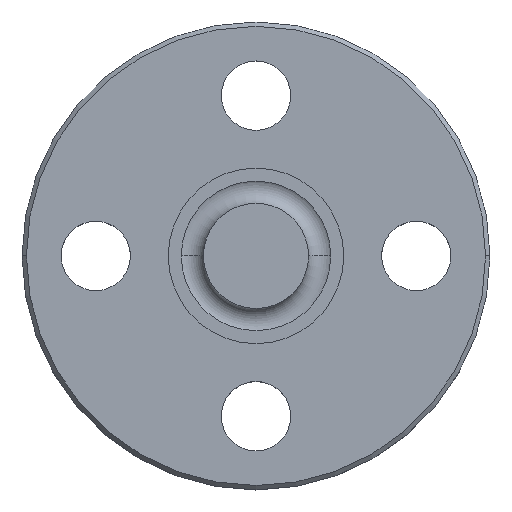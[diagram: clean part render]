
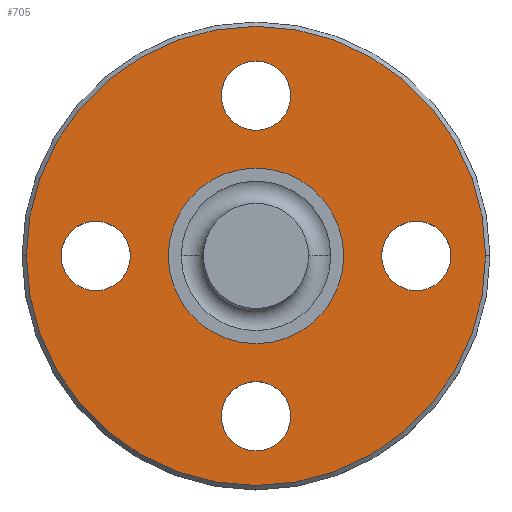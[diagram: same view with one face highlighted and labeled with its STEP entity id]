
A CAD part, top view. The second image highlights one B-rep face of the part: STEP entity #705.
In plain terms, the highlighted planar face has unit normal (0, 0, 1).
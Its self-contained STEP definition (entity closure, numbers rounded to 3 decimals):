
#2 = VERTEX_POINT ( 'NONE', #612 ) ;
#8 = VERTEX_POINT ( 'NONE', #518 ) ;
#9 = VERTEX_POINT ( 'NONE', #689 ) ;
#10 = CARTESIAN_POINT ( 'NONE',  ( 0., 18.5, 10. ) ) ;
#13 = DIRECTION ( 'NONE',  ( -1., 0., 0. ) ) ;
#20 = CARTESIAN_POINT ( 'NONE',  ( 0., -18.5, 10. ) ) ;
#27 = CIRCLE ( 'NONE', #255, 4. ) ;
#29 = VERTEX_POINT ( 'NONE', #116 ) ;
#40 = VERTEX_POINT ( 'NONE', #698 ) ;
#54 = CARTESIAN_POINT ( 'NONE',  ( 0., 26.5, 10. ) ) ;
#58 = CARTESIAN_POINT ( 'NONE',  ( -26.5, 0., 10. ) ) ;
#59 = AXIS2_PLACEMENT_3D ( 'NONE', #354, #523, #278 ) ;
#69 = EDGE_CURVE ( 'NONE', #276, #40, #305, .T. ) ;
#70 = FACE_BOUND ( 'NONE', #558, .T. ) ;
#71 = VERTEX_POINT ( 'NONE', #58 ) ;
#74 = CIRCLE ( 'NONE', #256, 4. ) ;
#82 = EDGE_CURVE ( 'NONE', #71, #2, #470, .T. ) ;
#89 = DIRECTION ( 'NONE',  ( 0., 0., 1. ) ) ;
#95 = CARTESIAN_POINT ( 'NONE',  ( 0., 0., 10. ) ) ;
#101 = DIRECTION ( 'NONE',  ( 1., 0., 0. ) ) ;
#106 = EDGE_CURVE ( 'NONE', #502, #9, #222, .T. ) ;
#110 = DIRECTION ( 'NONE',  ( 1., 0., 0. ) ) ;
#116 = CARTESIAN_POINT ( 'NONE',  ( 10.125, 0., 10. ) ) ;
#117 = EDGE_LOOP ( 'NONE', ( #449, #263 ) ) ;
#120 = DIRECTION ( 'NONE',  ( 0., 1., 0. ) ) ;
#123 = CARTESIAN_POINT ( 'NONE',  ( -18.5, -4., 10. ) ) ;
#137 = DIRECTION ( 'NONE',  ( 0., 0., 1. ) ) ;
#153 = CARTESIAN_POINT ( 'NONE',  ( 18.5, 4., 10. ) ) ;
#160 = CARTESIAN_POINT ( 'NONE',  ( 0., 0., 10. ) ) ;
#163 = EDGE_LOOP ( 'NONE', ( #717, #322 ) ) ;
#165 = ORIENTED_EDGE ( 'NONE', *, *, #624, .F. ) ;
#175 = EDGE_CURVE ( 'NONE', #8, #29, #244, .T. ) ;
#186 = FACE_BOUND ( 'NONE', #163, .T. ) ;
#193 = CIRCLE ( 'NONE', #392, 4. ) ;
#200 = EDGE_CURVE ( 'NONE', #286, #207, #27, .T. ) ;
#204 = CIRCLE ( 'NONE', #720, 4. ) ;
#207 = VERTEX_POINT ( 'NONE', #528 ) ;
#213 = EDGE_LOOP ( 'NONE', ( #165, #381 ) ) ;
#218 = FACE_BOUND ( 'NONE', #117, .T. ) ;
#222 = CIRCLE ( 'NONE', #553, 4. ) ;
#229 = EDGE_CURVE ( 'NONE', #2, #71, #595, .T. ) ;
#237 = ORIENTED_EDGE ( 'NONE', *, *, #106, .F. ) ;
#240 = DIRECTION ( 'NONE',  ( 0., 0., 1. ) ) ;
#242 = CARTESIAN_POINT ( 'NONE',  ( 18.5, 0., 10. ) ) ;
#244 = CIRCLE ( 'NONE', #541, 10.125 ) ;
#255 = AXIS2_PLACEMENT_3D ( 'NONE', #598, #313, #549 ) ;
#256 = AXIS2_PLACEMENT_3D ( 'NONE', #242, #594, #469 ) ;
#258 = CIRCLE ( 'NONE', #555, 4. ) ;
#260 = DIRECTION ( 'NONE',  ( 0., 0., 1. ) ) ;
#263 = ORIENTED_EDGE ( 'NONE', *, *, #175, .F. ) ;
#266 = AXIS2_PLACEMENT_3D ( 'NONE', #160, #260, #101 ) ;
#272 = EDGE_CURVE ( 'NONE', #9, #502, #596, .T. ) ;
#275 = DIRECTION ( 'NONE',  ( 0., 0., -1. ) ) ;
#276 = VERTEX_POINT ( 'NONE', #445 ) ;
#278 = DIRECTION ( 'NONE',  ( 1., 0., 0. ) ) ;
#286 = VERTEX_POINT ( 'NONE', #123 ) ;
#293 = CARTESIAN_POINT ( 'NONE',  ( 0., -18.5, 10. ) ) ;
#297 = CARTESIAN_POINT ( 'NONE',  ( 18.5, -4., 10. ) ) ;
#303 = CARTESIAN_POINT ( 'NONE',  ( 0., 18.5, 10. ) ) ;
#305 = CIRCLE ( 'NONE', #447, 4. ) ;
#309 = CARTESIAN_POINT ( 'NONE',  ( 18.5, 0., 10. ) ) ;
#313 = DIRECTION ( 'NONE',  ( 0., 0., 1. ) ) ;
#322 = ORIENTED_EDGE ( 'NONE', *, *, #200, .F. ) ;
#334 = DIRECTION ( 'NONE',  ( 0., 0., 1. ) ) ;
#343 = CARTESIAN_POINT ( 'NONE',  ( 0., 0., 10. ) ) ;
#347 = FACE_BOUND ( 'NONE', #213, .T. ) ;
#354 = CARTESIAN_POINT ( 'NONE',  ( 0., 0., 10. ) ) ;
#374 = EDGE_LOOP ( 'NONE', ( #461, #441 ) ) ;
#381 = ORIENTED_EDGE ( 'NONE', *, *, #667, .F. ) ;
#392 = AXIS2_PLACEMENT_3D ( 'NONE', #661, #334, #120 ) ;
#395 = FACE_OUTER_BOUND ( 'NONE', #512, .T. ) ;
#400 = DIRECTION ( 'NONE',  ( -1., 0., 0. ) ) ;
#415 = CIRCLE ( 'NONE', #604, 10.125 ) ;
#441 = ORIENTED_EDGE ( 'NONE', *, *, #599, .F. ) ;
#445 = CARTESIAN_POINT ( 'NONE',  ( -4., -18.5, 10. ) ) ;
#447 = AXIS2_PLACEMENT_3D ( 'NONE', #293, #137, #13 ) ;
#449 = ORIENTED_EDGE ( 'NONE', *, *, #529, .F. ) ;
#461 = ORIENTED_EDGE ( 'NONE', *, *, #69, .F. ) ;
#465 = ORIENTED_EDGE ( 'NONE', *, *, #272, .F. ) ;
#469 = DIRECTION ( 'NONE',  ( 0., -1., 0. ) ) ;
#470 = CIRCLE ( 'NONE', #59, 26.5 ) ;
#489 = EDGE_CURVE ( 'NONE', #207, #286, #193, .T. ) ;
#502 = VERTEX_POINT ( 'NONE', #575 ) ;
#506 = DIRECTION ( 'NONE',  ( 0., 0., 1. ) ) ;
#512 = EDGE_LOOP ( 'NONE', ( #610, #547 ) ) ;
#514 = DIRECTION ( 'NONE',  ( 0., 0., 1. ) ) ;
#518 = CARTESIAN_POINT ( 'NONE',  ( -10.125, 0., 10. ) ) ;
#523 = DIRECTION ( 'NONE',  ( 0., 0., 1. ) ) ;
#528 = CARTESIAN_POINT ( 'NONE',  ( -18.5, 4., 10. ) ) ;
#529 = EDGE_CURVE ( 'NONE', #29, #8, #415, .T. ) ;
#541 = AXIS2_PLACEMENT_3D ( 'NONE', #95, #642, #651 ) ;
#547 = ORIENTED_EDGE ( 'NONE', *, *, #229, .T. ) ;
#549 = DIRECTION ( 'NONE',  ( 0., 1., 0. ) ) ;
#553 = AXIS2_PLACEMENT_3D ( 'NONE', #303, #89, #640 ) ;
#555 = AXIS2_PLACEMENT_3D ( 'NONE', #309, #240, #587 ) ;
#558 = EDGE_LOOP ( 'NONE', ( #237, #465 ) ) ;
#570 = PLANE ( 'NONE',  #658 ) ;
#575 = CARTESIAN_POINT ( 'NONE',  ( 4., 18.5, 10. ) ) ;
#587 = DIRECTION ( 'NONE',  ( 0., -1., 0. ) ) ;
#594 = DIRECTION ( 'NONE',  ( 0., 0., 1. ) ) ;
#595 = CIRCLE ( 'NONE', #266, 26.5 ) ;
#596 = CIRCLE ( 'NONE', #657, 4. ) ;
#598 = CARTESIAN_POINT ( 'NONE',  ( -18.5, 0., 10. ) ) ;
#599 = EDGE_CURVE ( 'NONE', #40, #276, #204, .T. ) ;
#602 = VERTEX_POINT ( 'NONE', #153 ) ;
#604 = AXIS2_PLACEMENT_3D ( 'NONE', #343, #514, #110 ) ;
#610 = ORIENTED_EDGE ( 'NONE', *, *, #82, .T. ) ;
#612 = CARTESIAN_POINT ( 'NONE',  ( 26.5, 0., 10. ) ) ;
#622 = DIRECTION ( 'NONE',  ( 1., 0., 0. ) ) ;
#624 = EDGE_CURVE ( 'NONE', #665, #602, #74, .T. ) ;
#640 = DIRECTION ( 'NONE',  ( 1., 0., 0. ) ) ;
#642 = DIRECTION ( 'NONE',  ( 0., 0., 1. ) ) ;
#649 = DIRECTION ( 'NONE',  ( -1., 0., 0. ) ) ;
#651 = DIRECTION ( 'NONE',  ( 1., 0., 0. ) ) ;
#657 = AXIS2_PLACEMENT_3D ( 'NONE', #10, #506, #622 ) ;
#658 = AXIS2_PLACEMENT_3D ( 'NONE', #54, #275, #400 ) ;
#661 = CARTESIAN_POINT ( 'NONE',  ( -18.5, 0., 10. ) ) ;
#665 = VERTEX_POINT ( 'NONE', #297 ) ;
#667 = EDGE_CURVE ( 'NONE', #602, #665, #258, .T. ) ;
#687 = FACE_BOUND ( 'NONE', #374, .T. ) ;
#689 = CARTESIAN_POINT ( 'NONE',  ( -4., 18.5, 10. ) ) ;
#690 = DIRECTION ( 'NONE',  ( 0., 0., 1. ) ) ;
#698 = CARTESIAN_POINT ( 'NONE',  ( 4., -18.5, 10. ) ) ;
#705 = ADVANCED_FACE ( 'NONE', ( #186, #687, #347, #70, #218, #395 ), #570, .F. ) ;
#717 = ORIENTED_EDGE ( 'NONE', *, *, #489, .F. ) ;
#720 = AXIS2_PLACEMENT_3D ( 'NONE', #20, #690, #649 ) ;
